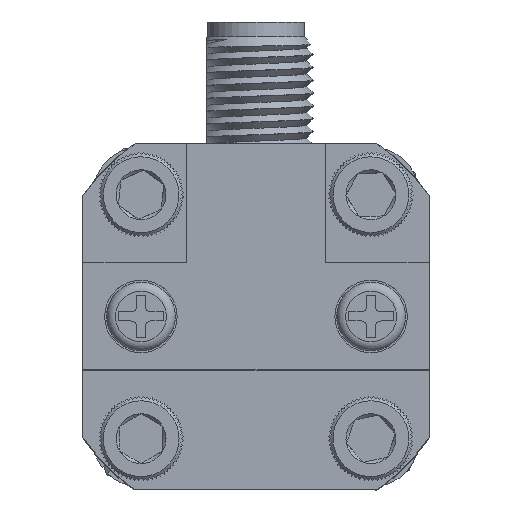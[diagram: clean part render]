
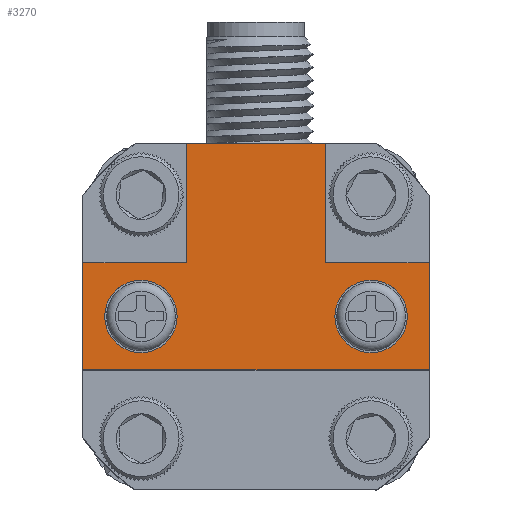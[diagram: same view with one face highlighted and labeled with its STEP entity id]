
A CAD part, top view. The second image highlights one B-rep face of the part: STEP entity #3270.
In plain terms, the highlighted planar face has unit normal (0, 0, 1).
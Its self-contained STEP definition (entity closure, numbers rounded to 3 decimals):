
#484 = VECTOR ( 'NONE', #16275, 1000. ) ;
#743 = CARTESIAN_POINT ( 'NONE',  ( 3.847, -2.95, 14.8 ) ) ;
#1256 = ORIENTED_EDGE ( 'NONE', *, *, #12646, .F. ) ;
#1427 = DIRECTION ( 'NONE',  ( 1., 0., 0. ) ) ;
#1507 = CARTESIAN_POINT ( 'NONE',  ( 3.847, -9.55, 14.8 ) ) ;
#1747 = FACE_BOUND ( 'NONE', #16924, .T. ) ;
#1993 = VERTEX_POINT ( 'NONE', #18957 ) ;
#2399 = DIRECTION ( 'NONE',  ( 0., -1., 0. ) ) ;
#2456 = EDGE_LOOP ( 'NONE', ( #11969, #11731, #9785, #7854, #5284, #16154, #1256, #11613 ) ) ;
#3270 = ADVANCED_FACE ( 'NONE', ( #1747, #4161, #9801 ), #10446, .T. ) ;
#3486 = DIRECTION ( 'NONE',  ( -1., 0., 0. ) ) ;
#3557 = CARTESIAN_POINT ( 'NONE',  ( -4.35, 0., 14.8 ) ) ;
#3909 = VECTOR ( 'NONE', #2399, 1000. ) ;
#3964 = CARTESIAN_POINT ( 'NONE',  ( 9.55, 2.95, 14.8 ) ) ;
#4161 = FACE_BOUND ( 'NONE', #20504, .T. ) ;
#4475 = LINE ( 'NONE', #4757, #14664 ) ;
#4539 = VERTEX_POINT ( 'NONE', #4616 ) ;
#4616 = CARTESIAN_POINT ( 'NONE',  ( -9.55, -2.95, 14.8 ) ) ;
#4757 = CARTESIAN_POINT ( 'NONE',  ( -3.847, -9.55, 14.8 ) ) ;
#5284 = ORIENTED_EDGE ( 'NONE', *, *, #9629, .F. ) ;
#5406 = DIRECTION ( 'NONE',  ( -1., 0., 0. ) ) ;
#5479 = AXIS2_PLACEMENT_3D ( 'NONE', #13902, #14205, #16072 ) ;
#6974 = AXIS2_PLACEMENT_3D ( 'NONE', #11479, #11250, #13199 ) ;
#7751 = AXIS2_PLACEMENT_3D ( 'NONE', #16860, #18722, #1427 ) ;
#7854 = ORIENTED_EDGE ( 'NONE', *, *, #10051, .T. ) ;
#7937 = VECTOR ( 'NONE', #9288, 1000. ) ;
#7984 = VERTEX_POINT ( 'NONE', #1507 ) ;
#8178 = CARTESIAN_POINT ( 'NONE',  ( 9.55, -2.95, 14.8 ) ) ;
#8281 = DIRECTION ( 'NONE',  ( 0., 1., 0. ) ) ;
#8355 = VERTEX_POINT ( 'NONE', #10612 ) ;
#8610 = CIRCLE ( 'NONE', #7751, 2. ) ;
#9288 = DIRECTION ( 'NONE',  ( -1., 0., 0. ) ) ;
#9386 = CARTESIAN_POINT ( 'NONE',  ( 9.55, -2.95, 14.8 ) ) ;
#9558 = LINE ( 'NONE', #3964, #3909 ) ;
#9567 = DIRECTION ( 'NONE',  ( 0., 1., 0. ) ) ;
#9629 = EDGE_CURVE ( 'NONE', #1993, #4539, #11291, .T. ) ;
#9785 = ORIENTED_EDGE ( 'NONE', *, *, #13613, .T. ) ;
#9801 = FACE_OUTER_BOUND ( 'NONE', #2456, .T. ) ;
#9908 = VERTEX_POINT ( 'NONE', #20617 ) ;
#10051 = EDGE_CURVE ( 'NONE', #16364, #4539, #19583, .T. ) ;
#10446 = PLANE ( 'NONE',  #5479 ) ;
#10464 = VECTOR ( 'NONE', #14128, 1000. ) ;
#10612 = CARTESIAN_POINT ( 'NONE',  ( 9.55, 2.95, 14.8 ) ) ;
#10616 = VECTOR ( 'NONE', #5406, 1000. ) ;
#10787 = EDGE_CURVE ( 'NONE', #7984, #19766, #13415, .T. ) ;
#11250 = DIRECTION ( 'NONE',  ( 0., 0., 1. ) ) ;
#11291 = LINE ( 'NONE', #20478, #20129 ) ;
#11479 = CARTESIAN_POINT ( 'NONE',  ( -6.35, 0., 14.8 ) ) ;
#11605 = EDGE_CURVE ( 'NONE', #14258, #19766, #16844, .T. ) ;
#11613 = ORIENTED_EDGE ( 'NONE', *, *, #10787, .T. ) ;
#11731 = ORIENTED_EDGE ( 'NONE', *, *, #13747, .F. ) ;
#11969 = ORIENTED_EDGE ( 'NONE', *, *, #11605, .F. ) ;
#12220 = EDGE_CURVE ( 'NONE', #16689, #1993, #4475, .T. ) ;
#12646 = EDGE_CURVE ( 'NONE', #7984, #16689, #17352, .T. ) ;
#13199 = DIRECTION ( 'NONE',  ( 1., 0., 0. ) ) ;
#13415 = LINE ( 'NONE', #16377, #15523 ) ;
#13613 = EDGE_CURVE ( 'NONE', #8355, #16364, #19724, .T. ) ;
#13747 = EDGE_CURVE ( 'NONE', #8355, #14258, #9558, .T. ) ;
#13902 = CARTESIAN_POINT ( 'NONE',  ( 9.55, 2.95, 14.8 ) ) ;
#14128 = DIRECTION ( 'NONE',  ( 0., -1., 0. ) ) ;
#14179 = CARTESIAN_POINT ( 'NONE',  ( -3.847, -9.55, 14.8 ) ) ;
#14205 = DIRECTION ( 'NONE',  ( 0., 0., 1. ) ) ;
#14258 = VERTEX_POINT ( 'NONE', #8178 ) ;
#14664 = VECTOR ( 'NONE', #8281, 1000. ) ;
#14751 = CARTESIAN_POINT ( 'NONE',  ( -3.847, -9.55, 14.8 ) ) ;
#15374 = EDGE_CURVE ( 'NONE', #15503, #15503, #15654, .T. ) ;
#15503 = VERTEX_POINT ( 'NONE', #3557 ) ;
#15523 = VECTOR ( 'NONE', #9567, 1000. ) ;
#15654 = CIRCLE ( 'NONE', #6974, 2. ) ;
#15878 = CARTESIAN_POINT ( 'NONE',  ( -9.55, 2.95, 14.8 ) ) ;
#16072 = DIRECTION ( 'NONE',  ( 1., 0., 0. ) ) ;
#16154 = ORIENTED_EDGE ( 'NONE', *, *, #12220, .F. ) ;
#16275 = DIRECTION ( 'NONE',  ( -1., 0., 0. ) ) ;
#16364 = VERTEX_POINT ( 'NONE', #15878 ) ;
#16377 = CARTESIAN_POINT ( 'NONE',  ( 3.847, -9.55, 14.8 ) ) ;
#16689 = VERTEX_POINT ( 'NONE', #14751 ) ;
#16844 = LINE ( 'NONE', #9386, #484 ) ;
#16860 = CARTESIAN_POINT ( 'NONE',  ( 6.35, 0., 14.8 ) ) ;
#16924 = EDGE_LOOP ( 'NONE', ( #19179 ) ) ;
#17352 = LINE ( 'NONE', #14179, #10616 ) ;
#17750 = ORIENTED_EDGE ( 'NONE', *, *, #18368, .F. ) ;
#17753 = CARTESIAN_POINT ( 'NONE',  ( 9.55, 2.95, 14.8 ) ) ;
#18368 = EDGE_CURVE ( 'NONE', #9908, #9908, #8610, .T. ) ;
#18722 = DIRECTION ( 'NONE',  ( 0., 0., 1. ) ) ;
#18957 = CARTESIAN_POINT ( 'NONE',  ( -3.847, -2.95, 14.8 ) ) ;
#19067 = CARTESIAN_POINT ( 'NONE',  ( -9.55, 2.95, 14.8 ) ) ;
#19179 = ORIENTED_EDGE ( 'NONE', *, *, #15374, .F. ) ;
#19583 = LINE ( 'NONE', #19067, #10464 ) ;
#19724 = LINE ( 'NONE', #17753, #7937 ) ;
#19766 = VERTEX_POINT ( 'NONE', #743 ) ;
#20129 = VECTOR ( 'NONE', #3486, 1000. ) ;
#20478 = CARTESIAN_POINT ( 'NONE',  ( 9.55, -2.95, 14.8 ) ) ;
#20504 = EDGE_LOOP ( 'NONE', ( #17750 ) ) ;
#20617 = CARTESIAN_POINT ( 'NONE',  ( 8.35, 0., 14.8 ) ) ;
